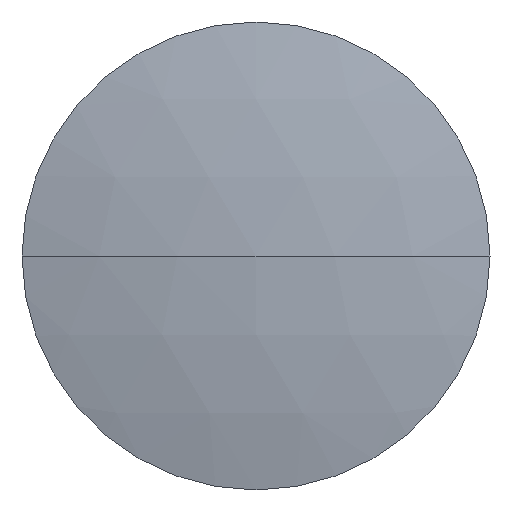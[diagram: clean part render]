
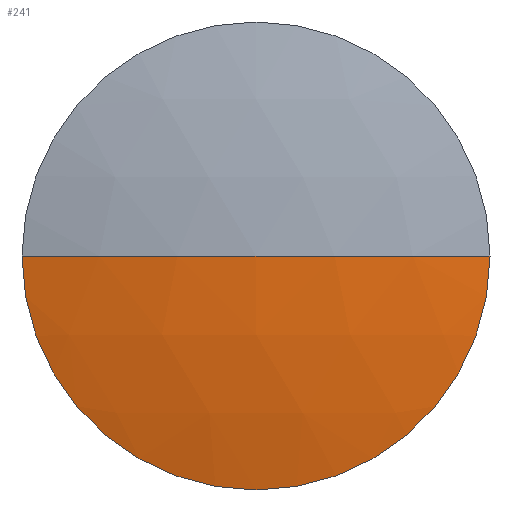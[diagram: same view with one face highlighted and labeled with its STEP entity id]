
A CAD part, left-side view. The second image highlights one B-rep face of the part: STEP entity #241.
In plain terms, the highlighted spherical face has radius 55.231 mm.
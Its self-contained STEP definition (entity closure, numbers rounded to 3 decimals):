
#2 = DIRECTION ( 'NONE',  ( 1., 0., 0. ) ) ;
#7 = DIRECTION ( 'NONE',  ( 0., 0., -1. ) ) ;
#10 = CARTESIAN_POINT ( 'NONE',  ( 139.709, 48.616, 0. ) ) ;
#14 = CIRCLE ( 'NONE', #263, 55.231 ) ;
#17 = AXIS2_PLACEMENT_3D ( 'NONE', #175, #64, #303 ) ;
#31 = DIRECTION ( 'NONE',  ( 0., 0., -1. ) ) ;
#33 = CARTESIAN_POINT ( 'NONE',  ( 139.709, 48.616, 0. ) ) ;
#40 = CARTESIAN_POINT ( 'NONE',  ( 85.958, 48.616, 0. ) ) ;
#41 = CIRCLE ( 'NONE', #92, 55.231 ) ;
#48 = VERTEX_POINT ( 'NONE', #247 ) ;
#62 = DIRECTION ( 'NONE',  ( 0., 0., 1. ) ) ;
#63 = CARTESIAN_POINT ( 'NONE',  ( 84.478, 48.616, 0. ) ) ;
#64 = DIRECTION ( 'NONE',  ( -1., 0., 0. ) ) ;
#65 = ORIENTED_EDGE ( 'NONE', *, *, #245, .T. ) ;
#81 = CIRCLE ( 'NONE', #17, 12.7 ) ;
#86 = FACE_OUTER_BOUND ( 'NONE', #331, .T. ) ;
#92 = AXIS2_PLACEMENT_3D ( 'NONE', #10, #7, #117 ) ;
#95 = ORIENTED_EDGE ( 'NONE', *, *, #290, .T. ) ;
#101 = SPHERICAL_SURFACE ( 'NONE', #106, 55.231 ) ;
#106 = AXIS2_PLACEMENT_3D ( 'NONE', #33, #31, #223 ) ;
#117 = DIRECTION ( 'NONE',  ( 0., 1., 0. ) ) ;
#120 = DIRECTION ( 'NONE',  ( -1., 0., 0. ) ) ;
#124 = ORIENTED_EDGE ( 'NONE', *, *, #189, .F. ) ;
#137 = CARTESIAN_POINT ( 'NONE',  ( 139.709, 48.616, 0. ) ) ;
#162 = CARTESIAN_POINT ( 'NONE',  ( 85.958, 35.916, 0. ) ) ;
#175 = CARTESIAN_POINT ( 'NONE',  ( 85.958, 48.616, 0. ) ) ;
#185 = VERTEX_POINT ( 'NONE', #196 ) ;
#189 = EDGE_CURVE ( 'NONE', #48, #292, #14, .T. ) ;
#196 = CARTESIAN_POINT ( 'NONE',  ( 85.958, 48.616, -12.7 ) ) ;
#200 = VERTEX_POINT ( 'NONE', #162 ) ;
#223 = DIRECTION ( 'NONE',  ( 0., 1., 0. ) ) ;
#237 = CIRCLE ( 'NONE', #339, 12.7 ) ;
#241 = ADVANCED_FACE ( 'NONE', ( #86 ), #101, .T. ) ;
#245 = EDGE_CURVE ( 'NONE', #200, #292, #41, .T. ) ;
#247 = CARTESIAN_POINT ( 'NONE',  ( 85.958, 61.316, 0. ) ) ;
#257 = ORIENTED_EDGE ( 'NONE', *, *, #298, .T. ) ;
#260 = DIRECTION ( 'NONE',  ( 0., 0., 1. ) ) ;
#263 = AXIS2_PLACEMENT_3D ( 'NONE', #137, #62, #2 ) ;
#290 = EDGE_CURVE ( 'NONE', #48, #185, #81, .T. ) ;
#292 = VERTEX_POINT ( 'NONE', #63 ) ;
#298 = EDGE_CURVE ( 'NONE', #185, #200, #237, .T. ) ;
#303 = DIRECTION ( 'NONE',  ( 0., 0., 1. ) ) ;
#331 = EDGE_LOOP ( 'NONE', ( #95, #257, #65, #124 ) ) ;
#339 = AXIS2_PLACEMENT_3D ( 'NONE', #40, #120, #260 ) ;
